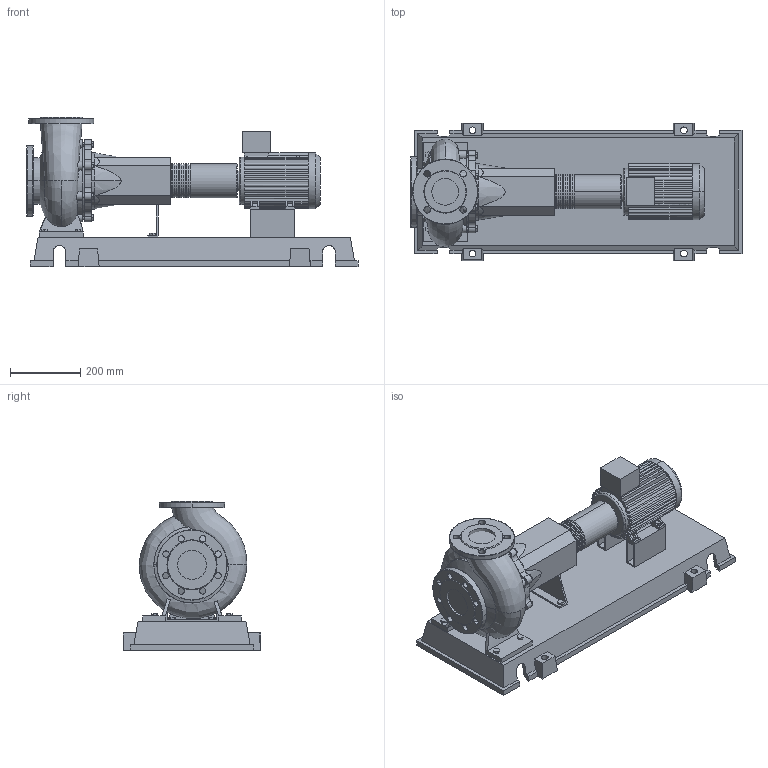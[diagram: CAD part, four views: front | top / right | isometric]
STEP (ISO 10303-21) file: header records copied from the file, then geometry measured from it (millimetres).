
FILE_DESCRIPTION((''),'2;1');
FILE_NAME('3d_NL65_125-0.75-4-12-4109137.stp','2015-03-03T07:19:28',(''),(''),'Mechanical Desktop 2009','Mechanical Desktop 2009',', , ');
FILE_SCHEMA(('CONFIG_CONTROL_DESIGN'));
Length unit declared in the file: millimetre
Products named in the file (1): Product
Bounding box: 942.5 x 390 x 423 mm (x, y, z)
Volume: 24702904.5 mm3; surface area: 2196251.5 mm2
Topology: 13 solids, 13 shells, 840 faces, 2253 edges, 1481 vertices
Faces by surface type: plane 432, cylinder 203, bspline 185, cone 10, torus 10
Entity records: 30694 total; most frequent: CARTESIAN_POINT 9679, ORIENTED_EDGE 4508, DIRECTION 4113, EDGE_CURVE 2254, VERTEX_POINT 1480, VECTOR 1479, LINE 1479, AXIS2_PLACEMENT_3D 1317
